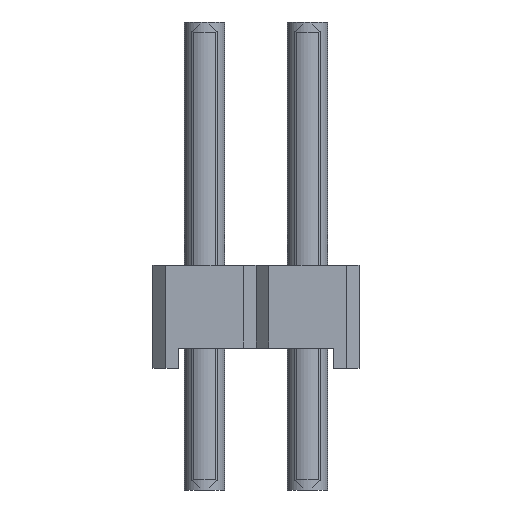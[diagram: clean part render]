
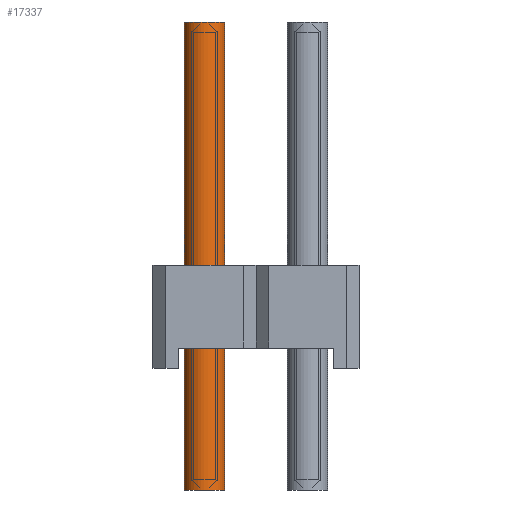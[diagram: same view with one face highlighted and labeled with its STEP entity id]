
A CAD part, left-side view. The second image highlights one B-rep face of the part: STEP entity #17337.
In plain terms, the highlighted cylindrical face has radius 0.5 mm (diameter 1 mm), a full revolution.
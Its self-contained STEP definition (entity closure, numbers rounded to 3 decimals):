
#327=CIRCLE('',#18258,0.5);
#328=CIRCLE('',#18259,0.5);
#948=CYLINDRICAL_SURFACE('',#18257,0.5);
#1365=ORIENTED_EDGE('',*,*,#6503,.F.);
#1366=ORIENTED_EDGE('',*,*,#6504,.T.);
#6503=EDGE_CURVE('',#9081,#9081,#327,.T.);
#6504=EDGE_CURVE('',#9082,#9082,#328,.T.);
#9081=VERTEX_POINT('',#25010);
#9082=VERTEX_POINT('',#25012);
#14733=EDGE_LOOP('',(#1365));
#14734=EDGE_LOOP('',(#1366));
#15755=FACE_BOUND('',#14733,.T.);
#15756=FACE_BOUND('',#14734,.T.);
#17337=ADVANCED_FACE('',(#15755,#15756),#948,.F.);
#18257=AXIS2_PLACEMENT_3D('',#25008,#19897,#19898);
#18258=AXIS2_PLACEMENT_3D('',#25009,#19899,#19900);
#18259=AXIS2_PLACEMENT_3D('',#25011,#19901,#19902);
#19897=DIRECTION('',(0.,0.,1.));
#19898=DIRECTION('',(1.,0.,0.));
#19899=DIRECTION('',(0.,0.,-1.));
#19900=DIRECTION('',(1.,0.,0.));
#19901=DIRECTION('',(0.,0.,-1.));
#19902=DIRECTION('',(1.,0.,0.));
#25008=CARTESIAN_POINT('',(0.,0.,0.));
#25009=CARTESIAN_POINT('',(0.,0.,11.54));
#25010=CARTESIAN_POINT('',(0.5,0.,11.54));
#25011=CARTESIAN_POINT('',(0.,0.,0.));
#25012=CARTESIAN_POINT('',(0.5,0.,0.));
